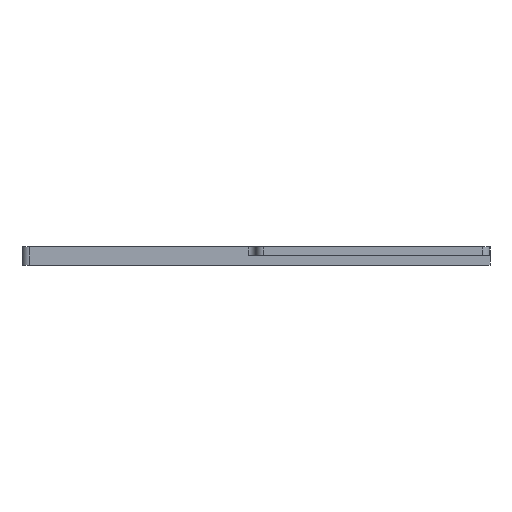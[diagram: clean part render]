
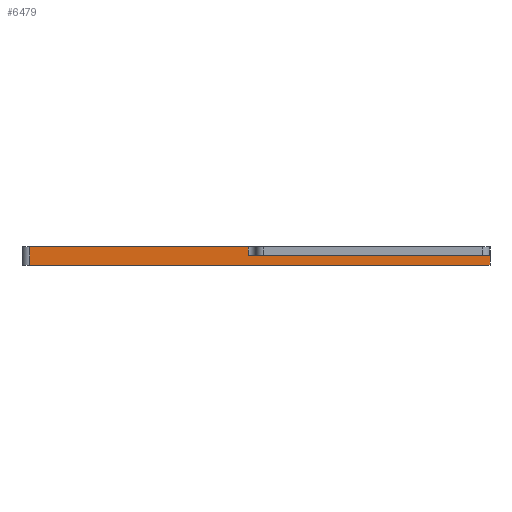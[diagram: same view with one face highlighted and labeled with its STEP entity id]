
A CAD part, left-side view. The second image highlights one B-rep face of the part: STEP entity #6479.
In plain terms, the highlighted planar face has unit normal (-1, 0, 0).
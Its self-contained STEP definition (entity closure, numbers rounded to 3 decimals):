
#363=CARTESIAN_POINT('',(-47.626,-38.102,11.));
#364=VERTEX_POINT('',#363);
#371=CARTESIAN_POINT('',(-47.626,36.848,11.));
#372=VERTEX_POINT('',#371);
#373=CARTESIAN_POINT('',(-47.626,-38.102,11.));
#374=DIRECTION('',(0.,1.,0.));
#375=VECTOR('',#374,74.95);
#376=LINE('',#373,#375);
#377=EDGE_CURVE('',#364,#372,#376,.T.);
#3954=CARTESIAN_POINT('',(-47.626,-38.102,12.6));
#3955=VERTEX_POINT('',#3954);
#3962=CARTESIAN_POINT('',(-47.626,-38.102,12.6));
#3963=DIRECTION('',(0.,0.,-1.));
#3964=VECTOR('',#3963,1.6);
#3965=LINE('',#3962,#3964);
#3966=EDGE_CURVE('',#3955,#364,#3965,.T.);
#6440=CARTESIAN_POINT('',(-47.626,19.048,14.1));
#6441=DIRECTION('',(-1.,0.,0.));
#6442=DIRECTION('',(0.,0.,1.));
#6443=AXIS2_PLACEMENT_3D('',#6440,#6441,#6442);
#6444=PLANE('',#6443);
#6445=CARTESIAN_POINT('',(-47.626,1.249,14.));
#6446=VERTEX_POINT('',#6445);
#6447=CARTESIAN_POINT('',(-47.626,36.848,14.));
#6448=VERTEX_POINT('',#6447);
#6449=CARTESIAN_POINT('',(-47.626,1.249,14.));
#6450=DIRECTION('',(0.,1.,0.));
#6451=VECTOR('',#6450,35.598);
#6452=LINE('',#6449,#6451);
#6453=EDGE_CURVE('',#6446,#6448,#6452,.T.);
#6454=ORIENTED_EDGE('',*,*,#6453,.T.);
#6455=CARTESIAN_POINT('',(-47.626,36.848,14.));
#6456=DIRECTION('',(-0.,-0.,-1.));
#6457=VECTOR('',#6456,3.);
#6458=LINE('',#6455,#6457);
#6459=EDGE_CURVE('',#6448,#372,#6458,.T.);
#6460=ORIENTED_EDGE('',*,*,#6459,.T.);
#6461=ORIENTED_EDGE('',*,*,#377,.F.);
#6462=ORIENTED_EDGE('',*,*,#3966,.F.);
#6463=CARTESIAN_POINT('',(-47.626,1.249,12.6));
#6464=VERTEX_POINT('',#6463);
#6465=CARTESIAN_POINT('',(-47.626,1.249,12.6));
#6466=DIRECTION('',(0.,-1.,0.));
#6467=VECTOR('',#6466,39.351);
#6468=LINE('',#6465,#6467);
#6469=EDGE_CURVE('',#6464,#3955,#6468,.T.);
#6470=ORIENTED_EDGE('',*,*,#6469,.F.);
#6471=CARTESIAN_POINT('',(-47.626,1.249,12.6));
#6472=DIRECTION('',(0.,0.,1.));
#6473=VECTOR('',#6472,1.4);
#6474=LINE('',#6471,#6473);
#6475=EDGE_CURVE('',#6464,#6446,#6474,.T.);
#6476=ORIENTED_EDGE('',*,*,#6475,.T.);
#6477=EDGE_LOOP('',(#6454,#6460,#6461,#6462,#6470,#6476));
#6478=FACE_BOUND('',#6477,.T.);
#6479=ADVANCED_FACE('',(#6478),#6444,.T.);
